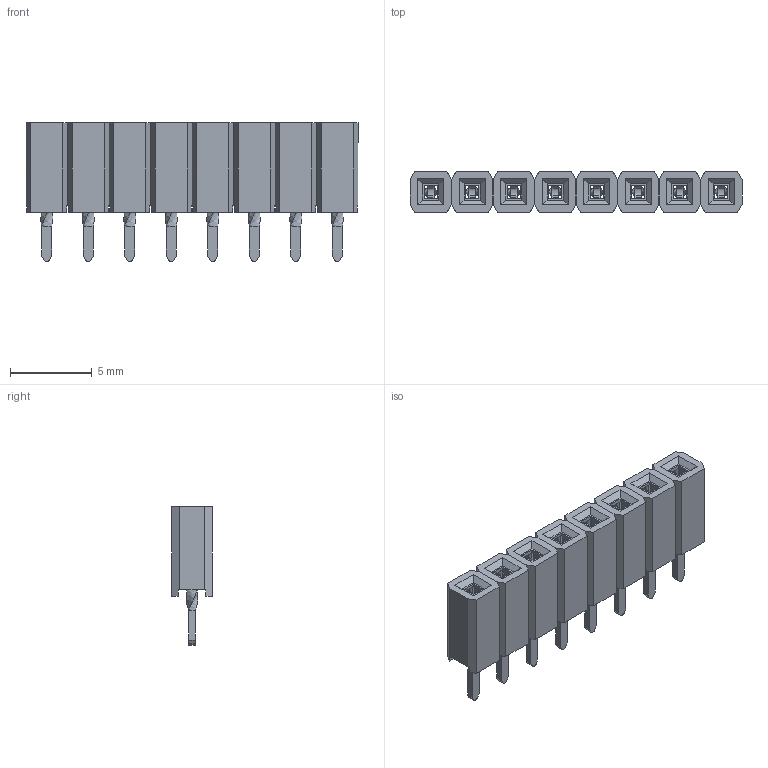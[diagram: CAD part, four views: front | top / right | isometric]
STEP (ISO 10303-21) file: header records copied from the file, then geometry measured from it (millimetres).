
FILE_DESCRIPTION(/* description */ (''),/* implementation_level */ '2;1');
FILE_NAME(/* name */ 'BLLP18S.stp',/* time_stamp */ '2024-04-02T09:30:41+02:00',/* author */ ('t.dahlhaus'),/* organization */ (''),/* preprocessor_version */ 'ST-DEVELOPER v20',/* originating_system */ 'Autodesk Inventor 2024',/* authorisation */ '');
FILE_SCHEMA (('AUTOMOTIVE_DESIGN { 1 0 10303 214 3 1 1 }'));
Length unit declared in the file: millimetre
Products named in the file (6): _BLLP1STEP; BLLP1; 001028610; 1041027_IAM_000; 1041025_IPT_000; 1041026_IPT_000
Assembly tree (19 placements, depth 4):
  _BLLP1STEP
    BLLP1
      001028610  x8
      1041027_IAM_000  x8
        1041025_IPT_000
        1041026_IPT_000
Bounding box: 20.32 x 2.5 x 8.5 mm (x, y, z)
Volume: 223.9 mm3; surface area: 865.1 mm2
Topology: 24 solids, 24 shells, 736 faces, 2000 edges, 1312 vertices
Faces by surface type: plane 568, cylinder 136, bspline 32
Entity records: 3335 total; most frequent: CARTESIAN_POINT 632, DIRECTION 512, ORIENTED_EDGE 500, EDGE_CURVE 250, LINE 208, VECTOR 208, VERTEX_POINT 164, AXIS2_PLACEMENT_3D 152
